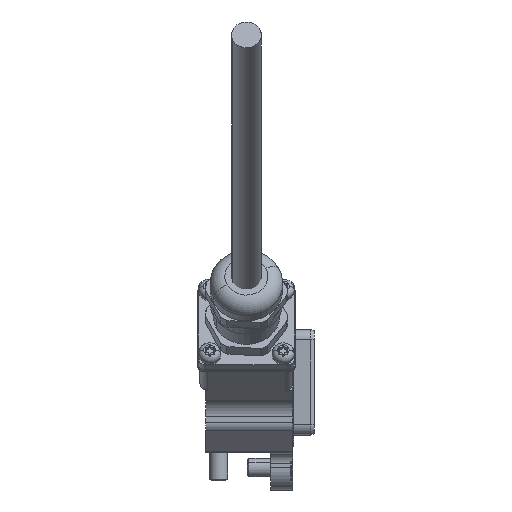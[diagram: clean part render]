
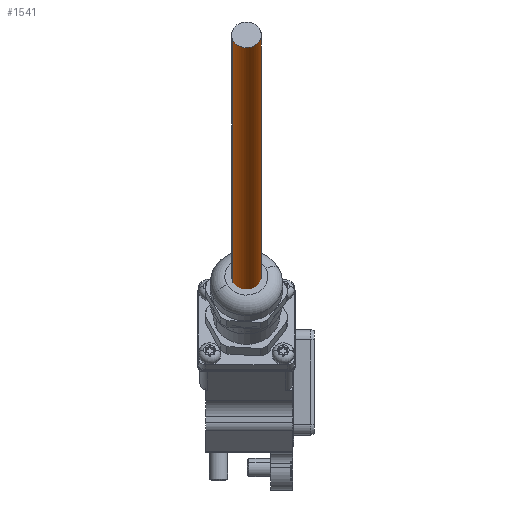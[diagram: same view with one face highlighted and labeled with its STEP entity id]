
A CAD part, left-side view. The second image highlights one B-rep face of the part: STEP entity #1541.
In plain terms, the highlighted cylindrical face has radius 4 mm (diameter 8 mm), a partial arc.
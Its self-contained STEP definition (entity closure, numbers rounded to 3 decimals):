
#347 = EDGE_LOOP ( 'NONE', ( #33773, #20651, #44593, #7275 ) ) ;
#683 = CARTESIAN_POINT ( 'NONE',  ( -54.528, -3.269, 38.634 ) ) ;
#1541 = ADVANCED_FACE ( 'NONE', ( #39885 ), #18571, .T. ) ;
#5159 = DIRECTION ( 'NONE',  ( -0.866, 0., 0.5 ) ) ;
#6611 = DIRECTION ( 'NONE',  ( -0.167, 0.942, -0.29 ) ) ;
#6850 = CARTESIAN_POINT ( 'NONE',  ( -185.102, 0.5, 112.475 ) ) ;
#7275 = ORIENTED_EDGE ( 'NONE', *, *, #41413, .T. ) ;
#8101 = CARTESIAN_POINT ( 'NONE',  ( -55.867, 4.269, 36.315 ) ) ;
#10380 = CARTESIAN_POINT ( 'NONE',  ( -185.771, 4.269, 111.315 ) ) ;
#11115 = CIRCLE ( 'NONE', #31531, 4. ) ;
#11189 = VERTEX_POINT ( 'NONE', #11557 ) ;
#11557 = CARTESIAN_POINT ( 'NONE',  ( -55.867, 4.269, 36.315 ) ) ;
#14856 = EDGE_CURVE ( 'NONE', #45109, #36926, #41211, .T. ) ;
#15017 = LINE ( 'NONE', #8101, #24672 ) ;
#16563 = CARTESIAN_POINT ( 'NONE',  ( -55.198, 0.5, 37.475 ) ) ;
#18025 = AXIS2_PLACEMENT_3D ( 'NONE', #26156, #25697, #28993 ) ;
#18571 = CYLINDRICAL_SURFACE ( 'NONE', #18025, 4. ) ;
#20651 = ORIENTED_EDGE ( 'NONE', *, *, #44198, .F. ) ;
#24672 = VECTOR ( 'NONE', #44402, 1000. ) ;
#25697 = DIRECTION ( 'NONE',  ( -0.866, 0., 0.5 ) ) ;
#25919 = CARTESIAN_POINT ( 'NONE',  ( -184.432, -3.269, 113.634 ) ) ;
#26156 = CARTESIAN_POINT ( 'NONE',  ( -55.198, 0.5, 37.475 ) ) ;
#27521 = DIRECTION ( 'NONE',  ( -0.167, 0.942, -0.29 ) ) ;
#27735 = DIRECTION ( 'NONE',  ( 0.866, 0., -0.5 ) ) ;
#28993 = DIRECTION ( 'NONE',  ( 0.167, -0.942, 0.29 ) ) ;
#31531 = AXIS2_PLACEMENT_3D ( 'NONE', #6850, #45712, #6611 ) ;
#33773 = ORIENTED_EDGE ( 'NONE', *, *, #38769, .F. ) ;
#34105 = AXIS2_PLACEMENT_3D ( 'NONE', #16563, #27735, #27521 ) ;
#35276 = CARTESIAN_POINT ( 'NONE',  ( -54.528, -3.269, 38.634 ) ) ;
#36926 = VERTEX_POINT ( 'NONE', #25919 ) ;
#38769 = EDGE_CURVE ( 'NONE', #11189, #43266, #15017, .T. ) ;
#39885 = FACE_OUTER_BOUND ( 'NONE', #347, .T. ) ;
#41211 = LINE ( 'NONE', #683, #42259 ) ;
#41413 = EDGE_CURVE ( 'NONE', #36926, #43266, #11115, .T. ) ;
#42259 = VECTOR ( 'NONE', #5159, 1000. ) ;
#43266 = VERTEX_POINT ( 'NONE', #10380 ) ;
#44198 = EDGE_CURVE ( 'NONE', #45109, #11189, #46207, .T. ) ;
#44402 = DIRECTION ( 'NONE',  ( -0.866, 0., 0.5 ) ) ;
#44593 = ORIENTED_EDGE ( 'NONE', *, *, #14856, .T. ) ;
#45109 = VERTEX_POINT ( 'NONE', #35276 ) ;
#45712 = DIRECTION ( 'NONE',  ( 0.866, 0., -0.5 ) ) ;
#46207 = CIRCLE ( 'NONE', #34105, 4. ) ;
